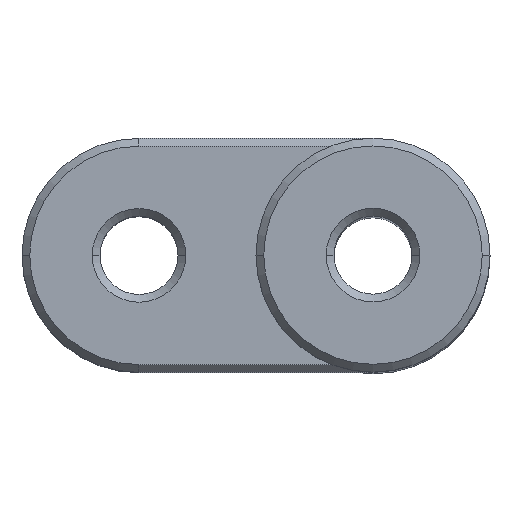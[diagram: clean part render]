
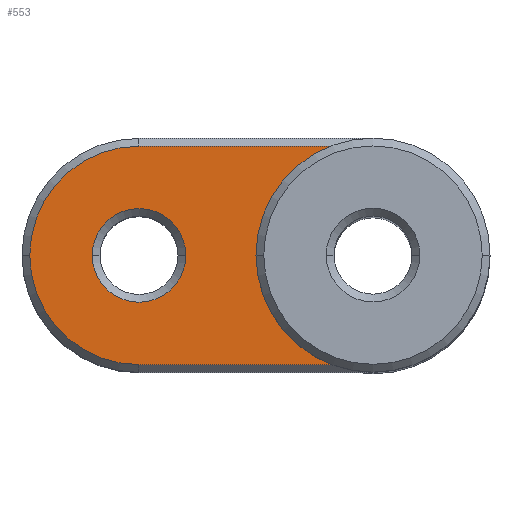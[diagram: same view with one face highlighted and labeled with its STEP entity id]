
A CAD part, top view. The second image highlights one B-rep face of the part: STEP entity #553.
In plain terms, the highlighted planar face has unit normal (0, 0, 1).
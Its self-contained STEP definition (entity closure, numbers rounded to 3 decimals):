
#43 = PLANE ( 'NONE',  #1057 ) ;
#52 = DIRECTION ( 'NONE',  ( 1., 0., 0. ) ) ;
#54 = EDGE_CURVE ( 'NONE', #844, #713, #1354, .T. ) ;
#79 = VERTEX_POINT ( 'NONE', #1020 ) ;
#81 = CARTESIAN_POINT ( 'NONE',  ( -1.35, 0., 4.5 ) ) ;
#93 = CARTESIAN_POINT ( 'NONE',  ( 0., -1.4, 4.5 ) ) ;
#118 = AXIS2_PLACEMENT_3D ( 'NONE', #791, #996, #355 ) ;
#124 = DIRECTION ( 'NONE',  ( -1., 0., 0. ) ) ;
#137 = CIRCLE ( 'NONE', #881, 1.4 ) ;
#149 = CIRCLE ( 'NONE', #118, 0.6 ) ;
#150 = DIRECTION ( 'NONE',  ( 0., 0., 1. ) ) ;
#190 = AXIS2_PLACEMENT_3D ( 'NONE', #1012, #150, #903 ) ;
#210 = ORIENTED_EDGE ( 'NONE', *, *, #932, .T. ) ;
#213 = VERTEX_POINT ( 'NONE', #919 ) ;
#251 = CARTESIAN_POINT ( 'NONE',  ( 0., 1.4, 4.5 ) ) ;
#260 = CIRCLE ( 'NONE', #190, 1.35 ) ;
#287 = CIRCLE ( 'NONE', #778, 0.6 ) ;
#300 = EDGE_LOOP ( 'NONE', ( #316, #1056 ) ) ;
#304 = ORIENTED_EDGE ( 'NONE', *, *, #1011, .T. ) ;
#308 = CARTESIAN_POINT ( 'NONE',  ( -3., 0., 4.5 ) ) ;
#316 = ORIENTED_EDGE ( 'NONE', *, *, #1331, .F. ) ;
#339 = LINE ( 'NONE', #93, #890 ) ;
#355 = DIRECTION ( 'NONE',  ( 1., 0., 0. ) ) ;
#382 = CARTESIAN_POINT ( 'NONE',  ( 0., 0., 4.5 ) ) ;
#384 = DIRECTION ( 'NONE',  ( 1., 0., 0. ) ) ;
#385 = CARTESIAN_POINT ( 'NONE',  ( -2.4, 0., 4.5 ) ) ;
#416 = AXIS2_PLACEMENT_3D ( 'NONE', #1127, #1251, #481 ) ;
#420 = EDGE_CURVE ( 'NONE', #637, #1118, #1102, .T. ) ;
#452 = FACE_OUTER_BOUND ( 'NONE', #1006, .T. ) ;
#456 = EDGE_LOOP ( 'NONE', ( #304, #738 ) ) ;
#463 = EDGE_CURVE ( 'NONE', #79, #758, #287, .T. ) ;
#481 = DIRECTION ( 'NONE',  ( 1., 0., 0. ) ) ;
#519 = CARTESIAN_POINT ( 'NONE',  ( 0., -1.4, 4.5 ) ) ;
#533 = CARTESIAN_POINT ( 'NONE',  ( 0., 1.4, 4.5 ) ) ;
#537 = VERTEX_POINT ( 'NONE', #1225 ) ;
#553 = ADVANCED_FACE ( 'NONE', ( #1069, #452, #846 ), #43, .T. ) ;
#557 = LINE ( 'NONE', #251, #1157 ) ;
#583 = DIRECTION ( 'NONE',  ( 0., 0., 1. ) ) ;
#590 = EDGE_CURVE ( 'NONE', #537, #213, #137, .T. ) ;
#593 = AXIS2_PLACEMENT_3D ( 'NONE', #308, #1141, #939 ) ;
#596 = DIRECTION ( 'NONE',  ( 0., 0., -1. ) ) ;
#613 = CIRCLE ( 'NONE', #593, 1.4 ) ;
#617 = EDGE_CURVE ( 'NONE', #213, #677, #613, .T. ) ;
#637 = VERTEX_POINT ( 'NONE', #81 ) ;
#677 = VERTEX_POINT ( 'NONE', #1340 ) ;
#713 = VERTEX_POINT ( 'NONE', #533 ) ;
#714 = EDGE_CURVE ( 'NONE', #677, #844, #339, .T. ) ;
#721 = DIRECTION ( 'NONE',  ( 1., 0., 0. ) ) ;
#738 = ORIENTED_EDGE ( 'NONE', *, *, #463, .T. ) ;
#758 = VERTEX_POINT ( 'NONE', #385 ) ;
#778 = AXIS2_PLACEMENT_3D ( 'NONE', #1231, #596, #384 ) ;
#791 = CARTESIAN_POINT ( 'NONE',  ( -3., 0., 4.5 ) ) ;
#807 = CARTESIAN_POINT ( 'NONE',  ( 0., 0., 4.5 ) ) ;
#828 = DIRECTION ( 'NONE',  ( 0., 0., 1. ) ) ;
#844 = VERTEX_POINT ( 'NONE', #519 ) ;
#845 = CARTESIAN_POINT ( 'NONE',  ( -3., 0., 4.5 ) ) ;
#846 = FACE_BOUND ( 'NONE', #300, .T. ) ;
#878 = ORIENTED_EDGE ( 'NONE', *, *, #54, .T. ) ;
#881 = AXIS2_PLACEMENT_3D ( 'NONE', #845, #828, #721 ) ;
#890 = VECTOR ( 'NONE', #1353, 1000. ) ;
#903 = DIRECTION ( 'NONE',  ( 1., 0., 0. ) ) ;
#912 = DIRECTION ( 'NONE',  ( 0., 0., 1. ) ) ;
#919 = CARTESIAN_POINT ( 'NONE',  ( -4.4, 0., 4.5 ) ) ;
#932 = EDGE_CURVE ( 'NONE', #713, #537, #557, .T. ) ;
#939 = DIRECTION ( 'NONE',  ( 1., 0., 0. ) ) ;
#971 = AXIS2_PLACEMENT_3D ( 'NONE', #382, #583, #52 ) ;
#996 = DIRECTION ( 'NONE',  ( 0., 0., -1. ) ) ;
#1006 = EDGE_LOOP ( 'NONE', ( #210, #1261, #1379, #1324, #878 ) ) ;
#1011 = EDGE_CURVE ( 'NONE', #758, #79, #149, .T. ) ;
#1012 = CARTESIAN_POINT ( 'NONE',  ( 0., 0., 4.5 ) ) ;
#1020 = CARTESIAN_POINT ( 'NONE',  ( -3.6, 0., 4.5 ) ) ;
#1056 = ORIENTED_EDGE ( 'NONE', *, *, #420, .F. ) ;
#1057 = AXIS2_PLACEMENT_3D ( 'NONE', #807, #912, #1128 ) ;
#1069 = FACE_BOUND ( 'NONE', #456, .T. ) ;
#1102 = CIRCLE ( 'NONE', #416, 1.35 ) ;
#1118 = VERTEX_POINT ( 'NONE', #1186 ) ;
#1127 = CARTESIAN_POINT ( 'NONE',  ( 0., 0., 4.5 ) ) ;
#1128 = DIRECTION ( 'NONE',  ( 1., 0., 0. ) ) ;
#1141 = DIRECTION ( 'NONE',  ( 0., 0., 1. ) ) ;
#1157 = VECTOR ( 'NONE', #124, 1000. ) ;
#1186 = CARTESIAN_POINT ( 'NONE',  ( 1.35, 0., 4.5 ) ) ;
#1225 = CARTESIAN_POINT ( 'NONE',  ( -3., 1.4, 4.5 ) ) ;
#1231 = CARTESIAN_POINT ( 'NONE',  ( -3., 0., 4.5 ) ) ;
#1251 = DIRECTION ( 'NONE',  ( 0., 0., 1. ) ) ;
#1261 = ORIENTED_EDGE ( 'NONE', *, *, #590, .T. ) ;
#1324 = ORIENTED_EDGE ( 'NONE', *, *, #714, .T. ) ;
#1331 = EDGE_CURVE ( 'NONE', #1118, #637, #260, .T. ) ;
#1340 = CARTESIAN_POINT ( 'NONE',  ( -3., -1.4, 4.5 ) ) ;
#1353 = DIRECTION ( 'NONE',  ( 1., 0., 0. ) ) ;
#1354 = CIRCLE ( 'NONE', #971, 1.4 ) ;
#1379 = ORIENTED_EDGE ( 'NONE', *, *, #617, .T. ) ;
